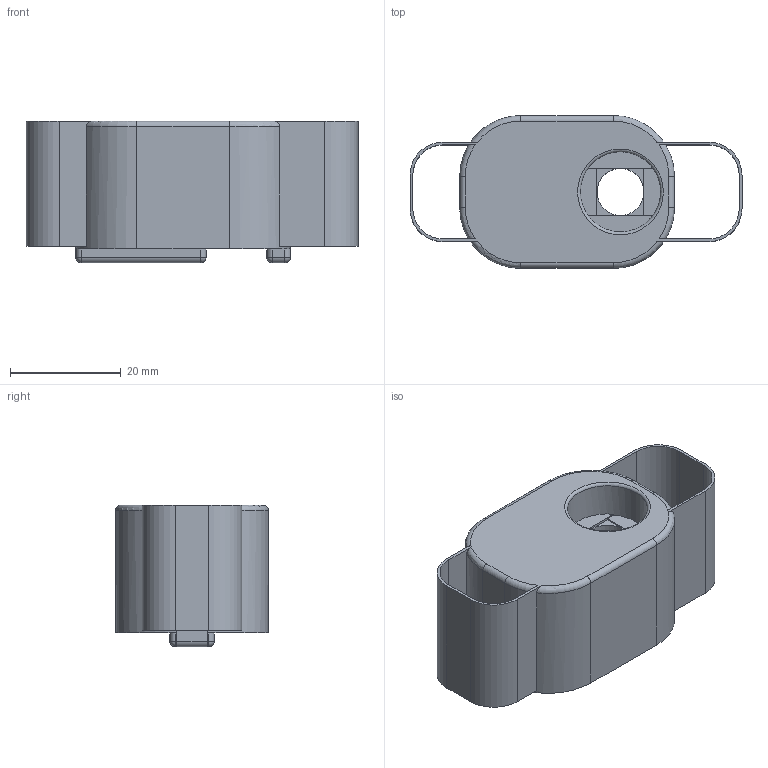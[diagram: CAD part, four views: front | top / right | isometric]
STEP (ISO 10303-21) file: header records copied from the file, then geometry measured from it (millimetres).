
FILE_DESCRIPTION(/* description */ (''),/* implementation_level */ '2;1');
FILE_NAME(/* name */ 'inactive-panel-standoff.step',/* time_stamp */ '2023-08-26T23:21:17-04:00',/* author */ (''),/* organization */ (''),/* preprocessor_version */ 'ST-DEVELOPER v20',/* originating_system */ 'Autodesk Translation Framework v12.9.0.99',/* authorisation */ '');
FILE_SCHEMA (('AUTOMOTIVE_DESIGN { 1 0 10303 214 3 1 1 }'));
Length unit declared in the file: millimetre
Products named in the file (1): Non-Center Standoff
Bounding box: 60 x 27.6 x 25.6 mm (x, y, z)
Volume: 21613.4 mm3; surface area: 8655 mm2
Topology: 1 solids, 1 shells, 96 faces, 245 edges, 149 vertices
Faces by surface type: plane 40, cylinder 34, torus 14, sphere 8
Full cylindrical faces by diameter (mm): 8.5 x1, 14.5 x1
Entity records: 2993 total; most frequent: CARTESIAN_POINT 563, DIRECTION 538, ORIENTED_EDGE 490, EDGE_CURVE 245, AXIS2_PLACEMENT_3D 204, VERTEX_POINT 149, LINE 130, VECTOR 130
